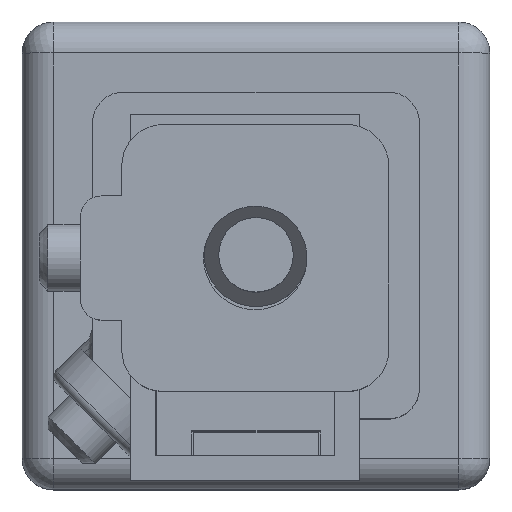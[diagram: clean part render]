
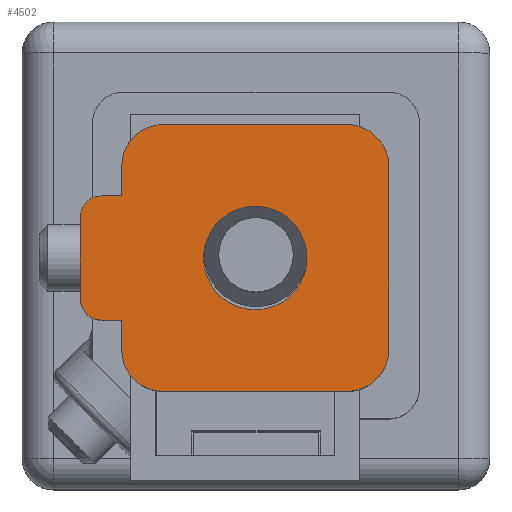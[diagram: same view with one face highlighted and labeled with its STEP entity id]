
A CAD part, top view. The second image highlights one B-rep face of the part: STEP entity #4502.
In plain terms, the highlighted face is planar.
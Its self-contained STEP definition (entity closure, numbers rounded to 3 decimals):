
#228=FACE_BOUND('',#827,.T.);
#354=PLANE('',#5162);
#558=FACE_OUTER_BOUND('',#826,.T.);
#826=EDGE_LOOP('',(#3760,#3761,#3762,#3763,#3764,#3765,#3766,#3767,#3768,
#3769,#3770,#3771,#3772,#3773));
#827=EDGE_LOOP('',(#3774));
#1210=LINE('',#7471,#1662);
#1216=LINE('',#7488,#1668);
#1219=LINE('',#7497,#1671);
#1222=LINE('',#7502,#1674);
#1223=LINE('',#7504,#1675);
#1225=LINE('',#7508,#1677);
#1226=LINE('',#7510,#1678);
#1228=LINE('',#7517,#1680);
#1662=VECTOR('',#6060,10.);
#1668=VECTOR('',#6078,10.);
#1671=VECTOR('',#6087,10.);
#1674=VECTOR('',#6092,10.);
#1675=VECTOR('',#6095,10.);
#1677=VECTOR('',#6099,10.);
#1678=VECTOR('',#6102,10.);
#1680=VECTOR('',#6110,10.);
#1923=CIRCLE('',#5134,0.5);
#1935=CIRCLE('',#5149,0.5);
#1936=CIRCLE('',#5151,1.);
#1937=CIRCLE('',#5154,1.);
#1938=CIRCLE('',#5161,1.);
#1939=CIRCLE('',#5163,1.);
#1940=CIRCLE('',#5164,1.25);
#2235=VERTEX_POINT('',#7420);
#2236=VERTEX_POINT('',#7421);
#2258=VERTEX_POINT('',#7470);
#2260=VERTEX_POINT('',#7476);
#2261=VERTEX_POINT('',#7480);
#2262=VERTEX_POINT('',#7482);
#2263=VERTEX_POINT('',#7486);
#2264=VERTEX_POINT('',#7490);
#2265=VERTEX_POINT('',#7491);
#2266=VERTEX_POINT('',#7496);
#2267=VERTEX_POINT('',#7500);
#2268=VERTEX_POINT('',#7506);
#2269=VERTEX_POINT('',#7512);
#2270=VERTEX_POINT('',#7516);
#2271=VERTEX_POINT('',#7519);
#2754=EDGE_CURVE('',#2235,#2236,#1923,.T.);
#2779=EDGE_CURVE('',#2258,#2236,#1210,.T.);
#2782=EDGE_CURVE('',#2258,#2260,#1935,.T.);
#2785=EDGE_CURVE('',#2261,#2262,#1936,.T.);
#2788=EDGE_CURVE('',#2261,#2263,#1216,.T.);
#2789=EDGE_CURVE('',#2264,#2265,#1937,.T.);
#2792=EDGE_CURVE('',#2266,#2265,#1219,.T.);
#2795=EDGE_CURVE('',#2264,#2267,#1222,.T.);
#2796=EDGE_CURVE('',#2267,#2260,#1223,.T.);
#2798=EDGE_CURVE('',#2235,#2268,#1225,.T.);
#2799=EDGE_CURVE('',#2268,#2262,#1226,.T.);
#2800=EDGE_CURVE('',#2269,#2263,#1938,.T.);
#2802=EDGE_CURVE('',#2269,#2270,#1228,.T.);
#2803=EDGE_CURVE('',#2266,#2270,#1939,.T.);
#2804=EDGE_CURVE('',#2271,#2271,#1940,.T.);
#3760=ORIENTED_EDGE('',*,*,#2754,.F.);
#3761=ORIENTED_EDGE('',*,*,#2798,.T.);
#3762=ORIENTED_EDGE('',*,*,#2799,.T.);
#3763=ORIENTED_EDGE('',*,*,#2785,.F.);
#3764=ORIENTED_EDGE('',*,*,#2788,.T.);
#3765=ORIENTED_EDGE('',*,*,#2800,.F.);
#3766=ORIENTED_EDGE('',*,*,#2802,.T.);
#3767=ORIENTED_EDGE('',*,*,#2803,.F.);
#3768=ORIENTED_EDGE('',*,*,#2792,.T.);
#3769=ORIENTED_EDGE('',*,*,#2789,.F.);
#3770=ORIENTED_EDGE('',*,*,#2795,.T.);
#3771=ORIENTED_EDGE('',*,*,#2796,.T.);
#3772=ORIENTED_EDGE('',*,*,#2782,.F.);
#3773=ORIENTED_EDGE('',*,*,#2779,.T.);
#3774=ORIENTED_EDGE('',*,*,#2804,.T.);
#4502=ADVANCED_FACE('',(#558,#228),#354,.T.);
#5134=AXIS2_PLACEMENT_3D('',#7422,#6020,#6021);
#5149=AXIS2_PLACEMENT_3D('',#7477,#6066,#6067);
#5151=AXIS2_PLACEMENT_3D('',#7483,#6072,#6073);
#5154=AXIS2_PLACEMENT_3D('',#7492,#6081,#6082);
#5161=AXIS2_PLACEMENT_3D('',#7513,#6105,#6106);
#5162=AXIS2_PLACEMENT_3D('',#7515,#6108,#6109);
#5163=AXIS2_PLACEMENT_3D('',#7518,#6111,#6112);
#5164=AXIS2_PLACEMENT_3D('',#7520,#6113,#6114);
#6020=DIRECTION('center_axis',(0.,0.,1.));
#6021=DIRECTION('ref_axis',(0.707,-0.707,0.));
#6060=DIRECTION('',(0.,-1.,0.));
#6066=DIRECTION('center_axis',(0.,0.,1.));
#6067=DIRECTION('ref_axis',(0.707,0.707,0.));
#6072=DIRECTION('center_axis',(0.,0.,1.));
#6073=DIRECTION('ref_axis',(0.707,-0.707,0.));
#6078=DIRECTION('',(-1.,0.,0.));
#6081=DIRECTION('center_axis',(0.,0.,1.));
#6082=DIRECTION('ref_axis',(0.707,0.707,0.));
#6087=DIRECTION('',(1.,0.,0.));
#6092=DIRECTION('',(0.,-1.,0.));
#6095=DIRECTION('',(1.,0.,0.));
#6099=DIRECTION('',(-1.,0.,0.));
#6102=DIRECTION('',(0.,-1.,0.));
#6105=DIRECTION('center_axis',(0.,0.,1.));
#6106=DIRECTION('ref_axis',(-0.707,-0.707,0.));
#6108=DIRECTION('center_axis',(0.,0.,-1.));
#6109=DIRECTION('ref_axis',(-1.,0.,0.));
#6110=DIRECTION('',(0.,1.,0.));
#6111=DIRECTION('center_axis',(0.,0.,1.));
#6112=DIRECTION('ref_axis',(-0.707,0.707,0.));
#6113=DIRECTION('center_axis',(0.,0.,1.));
#6114=DIRECTION('ref_axis',(-1.,0.,0.));
#7420=CARTESIAN_POINT('',(3.725,-1.5,-0.5));
#7421=CARTESIAN_POINT('',(4.225,-1.,-0.5));
#7422=CARTESIAN_POINT('Origin',(3.725,-1.,-0.5));
#7470=CARTESIAN_POINT('',(4.225,1.,-0.5));
#7471=CARTESIAN_POINT('',(4.225,3.225,-0.5));
#7476=CARTESIAN_POINT('',(3.725,1.5,-0.5));
#7477=CARTESIAN_POINT('Origin',(3.725,1.,-0.5));
#7480=CARTESIAN_POINT('',(2.225,-3.225,-0.5));
#7482=CARTESIAN_POINT('',(3.225,-2.225,-0.5));
#7483=CARTESIAN_POINT('Origin',(2.225,-2.225,-0.5));
#7486=CARTESIAN_POINT('',(-2.225,-3.225,-0.5));
#7488=CARTESIAN_POINT('',(4.225,-3.225,-0.5));
#7490=CARTESIAN_POINT('',(3.225,2.225,-0.5));
#7491=CARTESIAN_POINT('',(2.225,3.225,-0.5));
#7492=CARTESIAN_POINT('Origin',(2.225,2.225,-0.5));
#7496=CARTESIAN_POINT('',(-2.225,3.225,-0.5));
#7497=CARTESIAN_POINT('',(-3.225,3.225,-0.5));
#7500=CARTESIAN_POINT('',(3.225,1.5,-0.5));
#7502=CARTESIAN_POINT('',(3.225,0.75,-0.5));
#7504=CARTESIAN_POINT('',(2.363,1.5,-0.5));
#7506=CARTESIAN_POINT('',(3.225,-1.5,-0.5));
#7508=CARTESIAN_POINT('',(1.863,-1.5,-0.5));
#7510=CARTESIAN_POINT('',(3.225,-1.613,-0.5));
#7512=CARTESIAN_POINT('',(-3.225,-2.225,-0.5));
#7513=CARTESIAN_POINT('Origin',(-2.225,-2.225,-0.5));
#7515=CARTESIAN_POINT('Origin',(0.5,0.,-0.5));
#7516=CARTESIAN_POINT('',(-3.225,2.225,-0.5));
#7517=CARTESIAN_POINT('',(-3.225,-3.225,-0.5));
#7518=CARTESIAN_POINT('Origin',(-2.225,2.225,-0.5));
#7519=CARTESIAN_POINT('',(1.25,0.,-0.5));
#7520=CARTESIAN_POINT('Origin',(0.,0.,-0.5));
